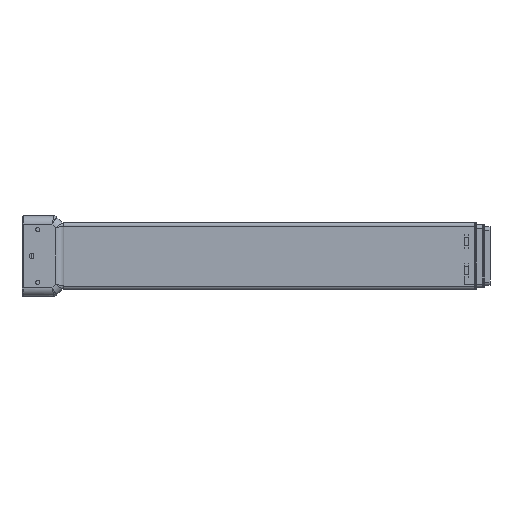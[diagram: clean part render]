
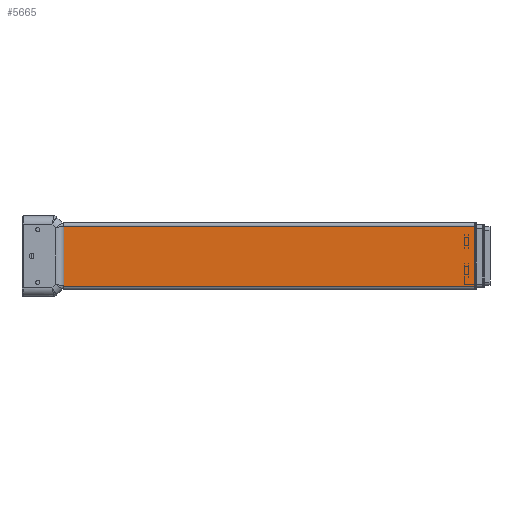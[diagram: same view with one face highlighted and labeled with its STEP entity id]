
A CAD part, left-side view. The second image highlights one B-rep face of the part: STEP entity #5665.
In plain terms, the highlighted face is planar.
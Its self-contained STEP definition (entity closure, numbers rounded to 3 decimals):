
#1593=FACE_OUTER_BOUND('',#10878,.T.);
#5665=ADVANCED_FACE('',(#1593),#8441,.F.);
#8441=PLANE('',#50254);
#10878=EDGE_LOOP('',(#14077,#14078,#14079,#14080));
#14077=ORIENTED_EDGE('',*,*,#32886,.T.);
#14078=ORIENTED_EDGE('',*,*,#32887,.F.);
#14079=ORIENTED_EDGE('',*,*,#32888,.F.);
#14080=ORIENTED_EDGE('',*,*,#32884,.T.);
#28295=VERTEX_POINT('',#67849);
#28296=VERTEX_POINT('',#67851);
#28297=VERTEX_POINT('',#67855);
#28298=VERTEX_POINT('',#67857);
#32884=EDGE_CURVE('',#28296,#28295,#39993,.T.);
#32886=EDGE_CURVE('',#28295,#28297,#39994,.T.);
#32887=EDGE_CURVE('',#28298,#28297,#39995,.T.);
#32888=EDGE_CURVE('',#28296,#28298,#39996,.T.);
#39993=LINE('',#67850,#45130);
#39994=LINE('',#67854,#45131);
#39995=LINE('',#67856,#45132);
#39996=LINE('',#67858,#45133);
#45130=VECTOR('',#54426,1.);
#45131=VECTOR('',#54431,1.);
#45132=VECTOR('',#54432,1.);
#45133=VECTOR('',#54433,1.);
#50254=AXIS2_PLACEMENT_3D('',#67859,#54434,#54435);
#54426=DIRECTION('',(0.,-1.,0.));
#54431=DIRECTION('',(0.,0.,-1.));
#54432=DIRECTION('',(0.,-1.,0.));
#54433=DIRECTION('',(0.,0.,-1.));
#54434=DIRECTION('',(-1.,0.,0.));
#54435=DIRECTION('',(0.,0.,-1.));
#67849=CARTESIAN_POINT('',(24.746,18.,36.147));
#67850=CARTESIAN_POINT('',(24.746,513.,36.147));
#67851=CARTESIAN_POINT('',(24.746,510.,36.147));
#67854=CARTESIAN_POINT('',(24.746,18.,36.147));
#67855=CARTESIAN_POINT('',(24.746,18.,-35.853));
#67856=CARTESIAN_POINT('',(24.746,513.,-35.853));
#67857=CARTESIAN_POINT('',(24.746,510.,-35.853));
#67858=CARTESIAN_POINT('',(24.746,510.,36.147));
#67859=CARTESIAN_POINT('',(24.746,513.,36.147));
